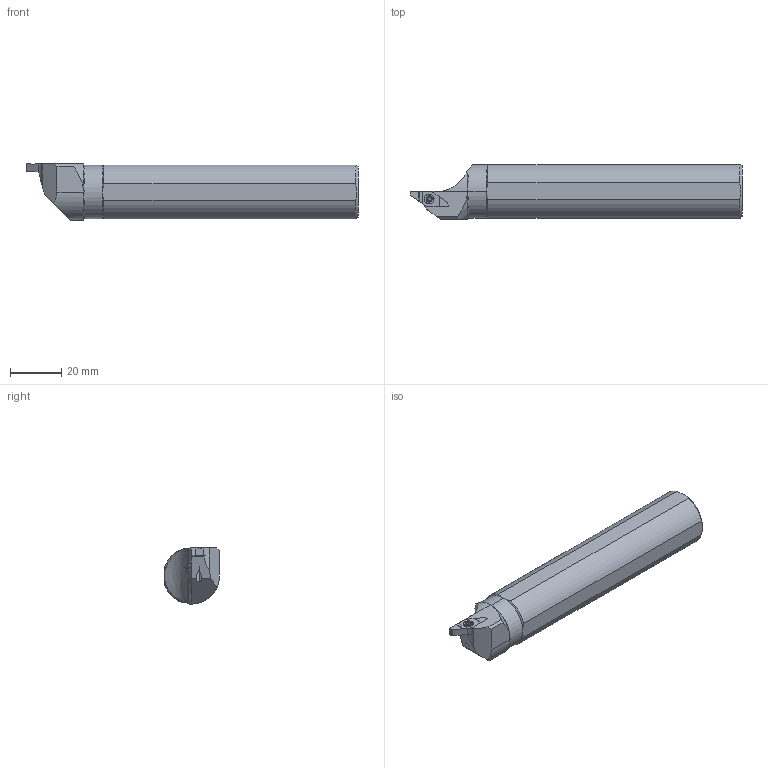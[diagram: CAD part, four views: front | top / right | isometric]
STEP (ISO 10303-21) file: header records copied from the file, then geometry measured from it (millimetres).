
FILE_DESCRIPTION (( 'STEP AP203' ), '1' );
FILE_NAME ('CUT-41-10.step', '2013-07-10T13:13:51', ( '' ), ( '' ), 'SwSTEP 2.0', 'SolidWorks 2013', '' );
FILE_SCHEMA (( 'CONFIG_CONTROL_DESIGN' ));
Length unit declared in the file: millimetre
Products named in the file (4): CUT-41-Vorlage 1600-Kunde_D‚faut; MSP-7_M2,5X6-TX8 CERATIZIT   Schraube; CUT-41-10; CUT-41-Kunde_10
Assembly tree (3 placements, depth 2):
  CUT-41-10
    CUT-41-Kunde_10
    CUT-41-Vorlage 1600-Kunde_D‚faut
    MSP-7_M2,5X6-TX8 CERATIZIT   Schraube
Bounding box: 130 x 21.5 x 22 mm (x, y, z)
Volume: 39400.3 mm3; surface area: 11329.1 mm2
Topology: 3 solids, 3 shells, 112 faces, 276 edges, 169 vertices
Faces by surface type: cylinder 44, plane 31, cone 28, torus 8, bspline 1
Entity records: 3914 total; most frequent: CARTESIAN_POINT 876, DIRECTION 574, ORIENTED_EDGE 544, EDGE_CURVE 272, AXIS2_PLACEMENT_3D 225, VERTEX_POINT 169, VECTOR 124, LINE 124
